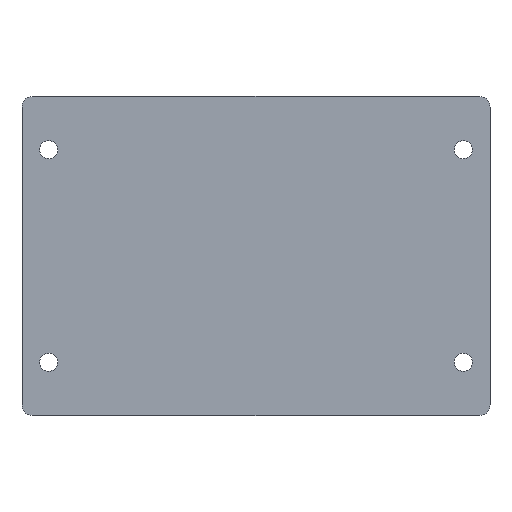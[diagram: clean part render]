
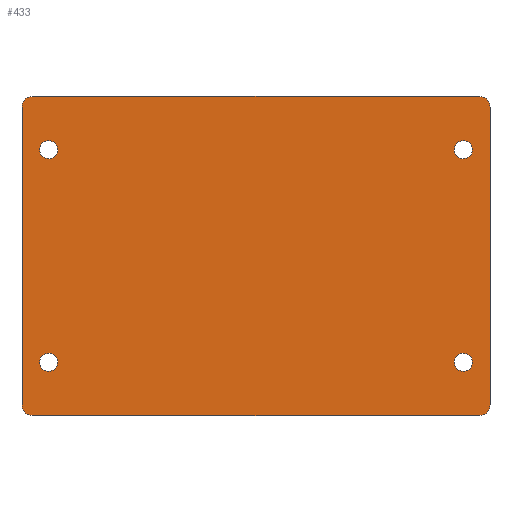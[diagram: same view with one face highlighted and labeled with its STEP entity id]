
A CAD part, top view. The second image highlights one B-rep face of the part: STEP entity #433.
In plain terms, the highlighted planar face has unit normal (0, 0, 1).
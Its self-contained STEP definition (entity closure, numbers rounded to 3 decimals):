
#3 = CARTESIAN_POINT ( 'NONE',  ( -19.5, -10., 2. ) ) ;
#4 = AXIS2_PLACEMENT_3D ( 'NONE', #318, #285, #280 ) ;
#5 = PLANE ( 'NONE',  #250 ) ;
#10 = CARTESIAN_POINT ( 'NONE',  ( -22., -14., 2. ) ) ;
#12 = CARTESIAN_POINT ( 'NONE',  ( -21., -15., 2. ) ) ;
#19 = EDGE_CURVE ( 'NONE', #297, #47, #417, .T. ) ;
#22 = CARTESIAN_POINT ( 'NONE',  ( 19.5, 10., 2. ) ) ;
#24 = CIRCLE ( 'NONE', #407, 0.85 ) ;
#28 = EDGE_CURVE ( 'NONE', #410, #567, #97, .T. ) ;
#33 = ORIENTED_EDGE ( 'NONE', *, *, #510, .T. ) ;
#38 = CIRCLE ( 'NONE', #122, 1. ) ;
#41 = ORIENTED_EDGE ( 'NONE', *, *, #498, .F. ) ;
#44 = AXIS2_PLACEMENT_3D ( 'NONE', #479, #217, #425 ) ;
#47 = VERTEX_POINT ( 'NONE', #643 ) ;
#49 = CARTESIAN_POINT ( 'NONE',  ( 22., -15., 2. ) ) ;
#57 = CIRCLE ( 'NONE', #44, 0.85 ) ;
#58 = AXIS2_PLACEMENT_3D ( 'NONE', #484, #373, #362 ) ;
#60 = DIRECTION ( 'NONE',  ( -1., 0., 0. ) ) ;
#62 = CARTESIAN_POINT ( 'NONE',  ( -22., -15., 2. ) ) ;
#75 = CARTESIAN_POINT ( 'NONE',  ( -22., 15., 2. ) ) ;
#85 = ORIENTED_EDGE ( 'NONE', *, *, #310, .F. ) ;
#90 = LINE ( 'NONE', #49, #338 ) ;
#93 = ORIENTED_EDGE ( 'NONE', *, *, #354, .F. ) ;
#97 = CIRCLE ( 'NONE', #487, 0.85 ) ;
#98 = VERTEX_POINT ( 'NONE', #523 ) ;
#100 = ORIENTED_EDGE ( 'NONE', *, *, #360, .T. ) ;
#104 = DIRECTION ( 'NONE',  ( -1., 0., 0. ) ) ;
#113 = CARTESIAN_POINT ( 'NONE',  ( -19.5, 10., 2. ) ) ;
#118 = CARTESIAN_POINT ( 'NONE',  ( 22., -14., 2. ) ) ;
#120 = VECTOR ( 'NONE', #633, 1000. ) ;
#122 = AXIS2_PLACEMENT_3D ( 'NONE', #149, #459, #60 ) ;
#128 = CARTESIAN_POINT ( 'NONE',  ( 20.35, -10., 2. ) ) ;
#134 = VERTEX_POINT ( 'NONE', #12 ) ;
#143 = EDGE_LOOP ( 'NONE', ( #421, #610, #100, #194, #505, #414, #33, #465 ) ) ;
#144 = EDGE_CURVE ( 'NONE', #511, #98, #24, .T. ) ;
#149 = CARTESIAN_POINT ( 'NONE',  ( 21., -14., 2. ) ) ;
#150 = VERTEX_POINT ( 'NONE', #118 ) ;
#164 = DIRECTION ( 'NONE',  ( 0., 0., -1. ) ) ;
#169 = CARTESIAN_POINT ( 'NONE',  ( -20.35, 10., 2. ) ) ;
#194 = ORIENTED_EDGE ( 'NONE', *, *, #543, .T. ) ;
#198 = VERTEX_POINT ( 'NONE', #601 ) ;
#207 = ORIENTED_EDGE ( 'NONE', *, *, #367, .F. ) ;
#210 = CARTESIAN_POINT ( 'NONE',  ( 19.5, 10., 2. ) ) ;
#216 = FACE_BOUND ( 'NONE', #244, .T. ) ;
#217 = DIRECTION ( 'NONE',  ( 0., 0., 1. ) ) ;
#221 = DIRECTION ( 'NONE',  ( -1., 0., 0. ) ) ;
#225 = FACE_BOUND ( 'NONE', #458, .T. ) ;
#226 = CARTESIAN_POINT ( 'NONE',  ( -19.5, -10., 2. ) ) ;
#229 = DIRECTION ( 'NONE',  ( 0., 0., 1. ) ) ;
#233 = ORIENTED_EDGE ( 'NONE', *, *, #19, .F. ) ;
#236 = CIRCLE ( 'NONE', #390, 0.85 ) ;
#237 = VERTEX_POINT ( 'NONE', #128 ) ;
#244 = EDGE_LOOP ( 'NONE', ( #93, #85 ) ) ;
#248 = VERTEX_POINT ( 'NONE', #277 ) ;
#250 = AXIS2_PLACEMENT_3D ( 'NONE', #544, #164, #588 ) ;
#253 = DIRECTION ( 'NONE',  ( 0., 1., 0. ) ) ;
#256 = ORIENTED_EDGE ( 'NONE', *, *, #294, .F. ) ;
#265 = DIRECTION ( 'NONE',  ( 0., 0., 1. ) ) ;
#266 = EDGE_CURVE ( 'NONE', #548, #412, #527, .T. ) ;
#270 = DIRECTION ( 'NONE',  ( 1., 0., 0. ) ) ;
#277 = CARTESIAN_POINT ( 'NONE',  ( 21., -15., 2. ) ) ;
#280 = DIRECTION ( 'NONE',  ( -1., 0., 0. ) ) ;
#285 = DIRECTION ( 'NONE',  ( 0., 0., 1. ) ) ;
#287 = CARTESIAN_POINT ( 'NONE',  ( 20.35, 10., 2. ) ) ;
#294 = EDGE_CURVE ( 'NONE', #47, #297, #377, .T. ) ;
#297 = VERTEX_POINT ( 'NONE', #535 ) ;
#303 = EDGE_CURVE ( 'NONE', #640, #548, #356, .T. ) ;
#306 = CIRCLE ( 'NONE', #58, 1. ) ;
#310 = EDGE_CURVE ( 'NONE', #237, #396, #57, .T. ) ;
#315 = CARTESIAN_POINT ( 'NONE',  ( -18.65, 10., 2. ) ) ;
#318 = CARTESIAN_POINT ( 'NONE',  ( 21., 14., 2. ) ) ;
#334 = DIRECTION ( 'NONE',  ( 0., 0., 1. ) ) ;
#336 = FACE_BOUND ( 'NONE', #624, .T. ) ;
#337 = LINE ( 'NONE', #62, #664 ) ;
#338 = VECTOR ( 'NONE', #253, 1000. ) ;
#354 = EDGE_CURVE ( 'NONE', #396, #237, #236, .T. ) ;
#356 = CIRCLE ( 'NONE', #663, 1. ) ;
#358 = VECTOR ( 'NONE', #397, 1000. ) ;
#360 = EDGE_CURVE ( 'NONE', #134, #248, #337, .T. ) ;
#362 = DIRECTION ( 'NONE',  ( -1., 0., 0. ) ) ;
#365 = AXIS2_PLACEMENT_3D ( 'NONE', #653, #439, #644 ) ;
#367 = EDGE_CURVE ( 'NONE', #98, #511, #378, .T. ) ;
#370 = DIRECTION ( 'NONE',  ( 0., 0., 1. ) ) ;
#371 = DIRECTION ( 'NONE',  ( -1., 0., 0. ) ) ;
#373 = DIRECTION ( 'NONE',  ( 0., 0., 1. ) ) ;
#377 = CIRCLE ( 'NONE', #649, 0.85 ) ;
#378 = CIRCLE ( 'NONE', #553, 0.85 ) ;
#382 = DIRECTION ( 'NONE',  ( 0., 0., 1. ) ) ;
#388 = LINE ( 'NONE', #75, #358 ) ;
#390 = AXIS2_PLACEMENT_3D ( 'NONE', #637, #382, #589 ) ;
#396 = VERTEX_POINT ( 'NONE', #429 ) ;
#397 = DIRECTION ( 'NONE',  ( -1., 0., 0. ) ) ;
#398 = AXIS2_PLACEMENT_3D ( 'NONE', #3, #370, #104 ) ;
#407 = AXIS2_PLACEMENT_3D ( 'NONE', #210, #435, #625 ) ;
#410 = VERTEX_POINT ( 'NONE', #169 ) ;
#412 = VERTEX_POINT ( 'NONE', #10 ) ;
#414 = ORIENTED_EDGE ( 'NONE', *, *, #613, .T. ) ;
#417 = CIRCLE ( 'NONE', #398, 0.85 ) ;
#421 = ORIENTED_EDGE ( 'NONE', *, *, #266, .T. ) ;
#425 = DIRECTION ( 'NONE',  ( 1., 0., 0. ) ) ;
#429 = CARTESIAN_POINT ( 'NONE',  ( 18.65, -10., 2. ) ) ;
#433 = ADVANCED_FACE ( 'NONE', ( #537, #225, #585, #216, #336 ), #5, .F. ) ;
#435 = DIRECTION ( 'NONE',  ( 0., 0., 1. ) ) ;
#439 = DIRECTION ( 'NONE',  ( 0., 0., 1. ) ) ;
#440 = DIRECTION ( 'NONE',  ( -1., 0., 0. ) ) ;
#447 = CIRCLE ( 'NONE', #4, 1. ) ;
#458 = EDGE_LOOP ( 'NONE', ( #518, #41 ) ) ;
#459 = DIRECTION ( 'NONE',  ( 0., 0., 1. ) ) ;
#465 = ORIENTED_EDGE ( 'NONE', *, *, #303, .T. ) ;
#479 = CARTESIAN_POINT ( 'NONE',  ( 19.5, -10., 2. ) ) ;
#484 = CARTESIAN_POINT ( 'NONE',  ( -21., -14., 2. ) ) ;
#487 = AXIS2_PLACEMENT_3D ( 'NONE', #113, #334, #578 ) ;
#488 = DIRECTION ( 'NONE',  ( 0., 0., 1. ) ) ;
#489 = CARTESIAN_POINT ( 'NONE',  ( 21., 15., 2. ) ) ;
#497 = ORIENTED_EDGE ( 'NONE', *, *, #144, .F. ) ;
#498 = EDGE_CURVE ( 'NONE', #567, #410, #569, .T. ) ;
#505 = ORIENTED_EDGE ( 'NONE', *, *, #532, .T. ) ;
#510 = EDGE_CURVE ( 'NONE', #575, #640, #388, .T. ) ;
#511 = VERTEX_POINT ( 'NONE', #287 ) ;
#518 = ORIENTED_EDGE ( 'NONE', *, *, #28, .F. ) ;
#523 = CARTESIAN_POINT ( 'NONE',  ( 18.65, 10., 2. ) ) ;
#527 = LINE ( 'NONE', #641, #120 ) ;
#528 = CARTESIAN_POINT ( 'NONE',  ( -22., 14., 2. ) ) ;
#532 = EDGE_CURVE ( 'NONE', #150, #198, #90, .T. ) ;
#535 = CARTESIAN_POINT ( 'NONE',  ( -20.35, -10., 2. ) ) ;
#537 = FACE_OUTER_BOUND ( 'NONE', #143, .T. ) ;
#543 = EDGE_CURVE ( 'NONE', #248, #150, #38, .T. ) ;
#544 = CARTESIAN_POINT ( 'NONE',  ( 0., 0., 2. ) ) ;
#548 = VERTEX_POINT ( 'NONE', #528 ) ;
#553 = AXIS2_PLACEMENT_3D ( 'NONE', #22, #229, #440 ) ;
#561 = EDGE_CURVE ( 'NONE', #412, #134, #306, .T. ) ;
#567 = VERTEX_POINT ( 'NONE', #315 ) ;
#569 = CIRCLE ( 'NONE', #365, 0.85 ) ;
#575 = VERTEX_POINT ( 'NONE', #489 ) ;
#578 = DIRECTION ( 'NONE',  ( 1., 0., 0. ) ) ;
#585 = FACE_BOUND ( 'NONE', #670, .T. ) ;
#586 = CARTESIAN_POINT ( 'NONE',  ( -21., 14., 2. ) ) ;
#588 = DIRECTION ( 'NONE',  ( -1., 0., 0. ) ) ;
#589 = DIRECTION ( 'NONE',  ( 1., 0., 0. ) ) ;
#601 = CARTESIAN_POINT ( 'NONE',  ( 22., 14., 2. ) ) ;
#610 = ORIENTED_EDGE ( 'NONE', *, *, #561, .T. ) ;
#613 = EDGE_CURVE ( 'NONE', #198, #575, #447, .T. ) ;
#624 = EDGE_LOOP ( 'NONE', ( #207, #497 ) ) ;
#625 = DIRECTION ( 'NONE',  ( -1., 0., 0. ) ) ;
#633 = DIRECTION ( 'NONE',  ( 0., -1., 0. ) ) ;
#637 = CARTESIAN_POINT ( 'NONE',  ( 19.5, -10., 2. ) ) ;
#638 = CARTESIAN_POINT ( 'NONE',  ( -21., 15., 2. ) ) ;
#640 = VERTEX_POINT ( 'NONE', #638 ) ;
#641 = CARTESIAN_POINT ( 'NONE',  ( -22., -15., 2. ) ) ;
#643 = CARTESIAN_POINT ( 'NONE',  ( -18.65, -10., 2. ) ) ;
#644 = DIRECTION ( 'NONE',  ( 1., 0., 0. ) ) ;
#649 = AXIS2_PLACEMENT_3D ( 'NONE', #226, #265, #221 ) ;
#653 = CARTESIAN_POINT ( 'NONE',  ( -19.5, 10., 2. ) ) ;
#663 = AXIS2_PLACEMENT_3D ( 'NONE', #586, #488, #371 ) ;
#664 = VECTOR ( 'NONE', #270, 1000. ) ;
#670 = EDGE_LOOP ( 'NONE', ( #233, #256 ) ) ;
